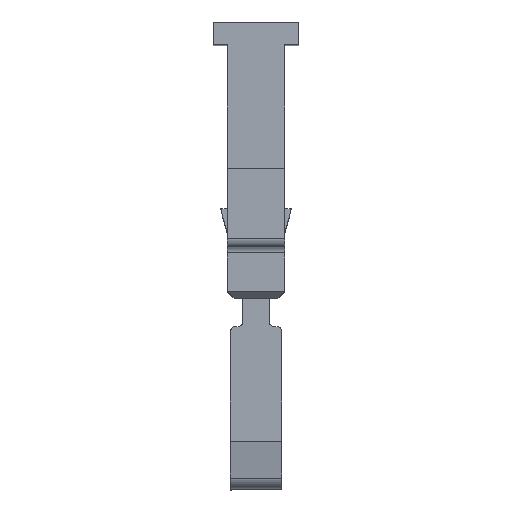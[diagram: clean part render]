
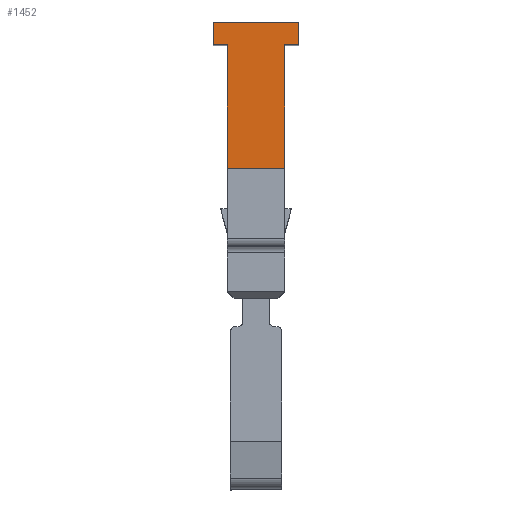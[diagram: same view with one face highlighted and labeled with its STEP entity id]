
A CAD part, top view. The second image highlights one B-rep face of the part: STEP entity #1452.
In plain terms, the highlighted planar face has unit normal (0, 0, 1).
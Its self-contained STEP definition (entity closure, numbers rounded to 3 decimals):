
#66 = EDGE_LOOP ( 'NONE', ( #824, #801, #788, #791, #799, #844, #835, #860 ) ) ;
#264 = VERTEX_POINT ( 'NONE', #2257 ) ;
#272 = VERTEX_POINT ( 'NONE', #2271 ) ;
#439 = VERTEX_POINT ( 'NONE', #2411 ) ;
#445 = VERTEX_POINT ( 'NONE', #2394 ) ;
#447 = VERTEX_POINT ( 'NONE', #2417 ) ;
#480 = VERTEX_POINT ( 'NONE', #2464 ) ;
#495 = VERTEX_POINT ( 'NONE', #2421 ) ;
#505 = VERTEX_POINT ( 'NONE', #2459 ) ;
#788 = ORIENTED_EDGE ( 'NONE', *, *, #1321, .F. ) ;
#791 = ORIENTED_EDGE ( 'NONE', *, *, #1096, .F. ) ;
#799 = ORIENTED_EDGE ( 'NONE', *, *, #1076, .F. ) ;
#801 = ORIENTED_EDGE ( 'NONE', *, *, #1030, .F. ) ;
#824 = ORIENTED_EDGE ( 'NONE', *, *, #1009, .F. ) ;
#835 = ORIENTED_EDGE ( 'NONE', *, *, #1141, .F. ) ;
#844 = ORIENTED_EDGE ( 'NONE', *, *, #994, .F. ) ;
#860 = ORIENTED_EDGE ( 'NONE', *, *, #987, .F. ) ;
#987 = EDGE_CURVE ( 'NONE', #445, #447, #2600, .T. ) ;
#994 = EDGE_CURVE ( 'NONE', #480, #505, #2606, .T. ) ;
#1009 = EDGE_CURVE ( 'NONE', #439, #445, #2620, .T. ) ;
#1030 = EDGE_CURVE ( 'NONE', #495, #439, #2730, .T. ) ;
#1076 = EDGE_CURVE ( 'NONE', #505, #264, #1685, .T. ) ;
#1096 = EDGE_CURVE ( 'NONE', #264, #272, #3543, .T. ) ;
#1141 = EDGE_CURVE ( 'NONE', #447, #480, #3671, .T. ) ;
#1321 = EDGE_CURVE ( 'NONE', #272, #495, #4238, .T. ) ;
#1452 = ADVANCED_FACE ( 'NONE', ( #5161 ), #5129, .F. ) ;
#1641 = CARTESIAN_POINT ( 'NONE',  ( 112.245, 259.11, 173.04 ) ) ;
#1664 = DIRECTION ( 'NONE',  ( -1., 0., 0. ) ) ;
#1685 = LINE ( 'NONE', #1641, #3033 ) ;
#2257 = CARTESIAN_POINT ( 'NONE',  ( 112.245, 259.11, 173.04 ) ) ;
#2271 = CARTESIAN_POINT ( 'NONE',  ( 112.245, 252.644, 173.04 ) ) ;
#2394 = CARTESIAN_POINT ( 'NONE',  ( 108.495, 259.11, 173.04 ) ) ;
#2411 = CARTESIAN_POINT ( 'NONE',  ( 109.245, 259.11, 173.04 ) ) ;
#2417 = CARTESIAN_POINT ( 'NONE',  ( 108.495, 260.31, 173.04 ) ) ;
#2421 = CARTESIAN_POINT ( 'NONE',  ( 109.245, 252.644, 173.04 ) ) ;
#2459 = CARTESIAN_POINT ( 'NONE',  ( 112.995, 259.11, 173.04 ) ) ;
#2464 = CARTESIAN_POINT ( 'NONE',  ( 112.995, 260.31, 173.04 ) ) ;
#2576 = CARTESIAN_POINT ( 'NONE',  ( 112.995, 260.31, 173.04 ) ) ;
#2592 = DIRECTION ( 'NONE',  ( 0., 1., 0. ) ) ;
#2600 = LINE ( 'NONE', #2603, #2959 ) ;
#2603 = CARTESIAN_POINT ( 'NONE',  ( 108.495, 259.11, 173.04 ) ) ;
#2606 = LINE ( 'NONE', #2576, #2964 ) ;
#2607 = DIRECTION ( 'NONE',  ( 0., -1., 0. ) ) ;
#2620 = LINE ( 'NONE', #2628, #2952 ) ;
#2628 = CARTESIAN_POINT ( 'NONE',  ( 108.745, 259.11, 173.04 ) ) ;
#2681 = DIRECTION ( 'NONE',  ( -1., 0., 0. ) ) ;
#2716 = CARTESIAN_POINT ( 'NONE',  ( 109.245, 260.31, 173.04 ) ) ;
#2725 = DIRECTION ( 'NONE',  ( 0., 1., 0. ) ) ;
#2730 = LINE ( 'NONE', #2716, #3023 ) ;
#2952 = VECTOR ( 'NONE', #2681, 1000. ) ;
#2959 = VECTOR ( 'NONE', #2592, 1000. ) ;
#2964 = VECTOR ( 'NONE', #2607, 1000. ) ;
#3023 = VECTOR ( 'NONE', #2725, 1000. ) ;
#3033 = VECTOR ( 'NONE', #1664, 1000. ) ;
#3092 = VECTOR ( 'NONE', #3557, 1000. ) ;
#3135 = VECTOR ( 'NONE', #3675, 1000. ) ;
#3320 = VECTOR ( 'NONE', #4201, 1000. ) ;
#3492 = AXIS2_PLACEMENT_3D ( 'NONE', #5112, #5130, #5131 ) ;
#3520 = CARTESIAN_POINT ( 'NONE',  ( 112.245, 249.51, 173.04 ) ) ;
#3543 = LINE ( 'NONE', #3520, #3092 ) ;
#3557 = DIRECTION ( 'NONE',  ( 0., -1., 0. ) ) ;
#3654 = CARTESIAN_POINT ( 'NONE',  ( 112.245, 260.31, 173.04 ) ) ;
#3671 = LINE ( 'NONE', #3654, #3135 ) ;
#3675 = DIRECTION ( 'NONE',  ( 1., 0., 0. ) ) ;
#4201 = DIRECTION ( 'NONE',  ( -1., 0., 0. ) ) ;
#4233 = CARTESIAN_POINT ( 'NONE',  ( 112.245, 252.644, 173.04 ) ) ;
#4238 = LINE ( 'NONE', #4233, #3320 ) ;
#5112 = CARTESIAN_POINT ( 'NONE',  ( 112.245, 260.31, 173.04 ) ) ;
#5129 = PLANE ( 'NONE',  #3492 ) ;
#5130 = DIRECTION ( 'NONE',  ( 0., 0., -1. ) ) ;
#5131 = DIRECTION ( 'NONE',  ( -1., 0., 0. ) ) ;
#5161 = FACE_OUTER_BOUND ( 'NONE', #66, .T. ) ;
